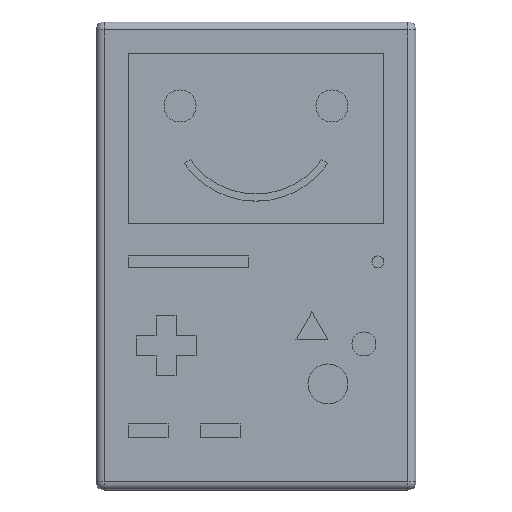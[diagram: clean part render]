
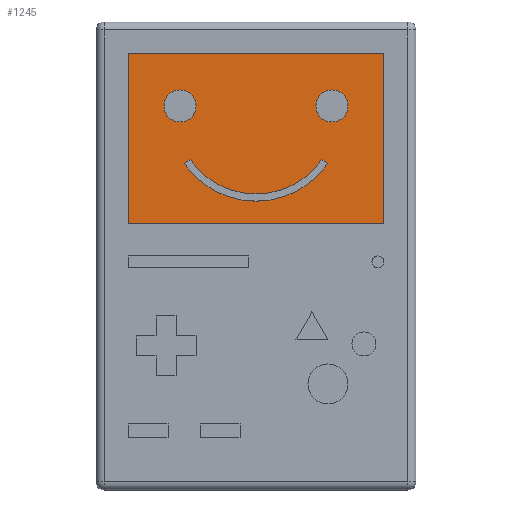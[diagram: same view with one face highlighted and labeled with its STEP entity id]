
A CAD part, top view. The second image highlights one B-rep face of the part: STEP entity #1245.
In plain terms, the highlighted planar face has unit normal (0, 0, 1).
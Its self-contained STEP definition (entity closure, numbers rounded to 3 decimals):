
#89=LINE('',#1975,#210);
#94=LINE('',#1989,#215);
#98=LINE('',#2001,#219);
#101=LINE('',#2006,#222);
#103=LINE('',#2010,#224);
#104=LINE('',#2012,#225);
#210=VECTOR('',#1601,1.8);
#215=VECTOR('',#1614,1.8);
#219=VECTOR('',#1628,42.5);
#222=VECTOR('',#1633,64.);
#224=VECTOR('',#1637,42.5);
#225=VECTOR('',#1640,64.);
#297=PLANE('',#1368);
#358=FACE_BOUND('',#511,.T.);
#359=FACE_BOUND('',#512,.T.);
#360=FACE_BOUND('',#513,.T.);
#405=FACE_OUTER_BOUND('',#510,.T.);
#510=EDGE_LOOP('',(#1038,#1039,#1040,#1041));
#511=EDGE_LOOP('',(#1042));
#512=EDGE_LOOP('',(#1043));
#513=EDGE_LOOP('',(#1044,#1045,#1046,#1047));
#589=CIRCLE('',#1349,4.);
#591=CIRCLE('',#1353,4.);
#592=CIRCLE('',#1357,21.8);
#594=CIRCLE('',#1361,20.);
#666=VERTEX_POINT('',#1963);
#668=VERTEX_POINT('',#1969);
#669=VERTEX_POINT('',#1973);
#670=VERTEX_POINT('',#1974);
#673=VERTEX_POINT('',#1982);
#675=VERTEX_POINT('',#1988);
#677=VERTEX_POINT('',#1998);
#678=VERTEX_POINT('',#2000);
#679=VERTEX_POINT('',#2004);
#680=VERTEX_POINT('',#2008);
#794=EDGE_CURVE('',#666,#666,#589,.T.);
#796=EDGE_CURVE('',#668,#668,#591,.T.);
#797=EDGE_CURVE('',#669,#670,#89,.T.);
#801=EDGE_CURVE('',#670,#673,#592,.T.);
#804=EDGE_CURVE('',#673,#675,#94,.T.);
#807=EDGE_CURVE('',#675,#669,#594,.T.);
#810=EDGE_CURVE('',#677,#678,#98,.T.);
#813=EDGE_CURVE('',#679,#677,#101,.T.);
#815=EDGE_CURVE('',#680,#679,#103,.T.);
#816=EDGE_CURVE('',#678,#680,#104,.T.);
#1038=ORIENTED_EDGE('',*,*,#816,.F.);
#1039=ORIENTED_EDGE('',*,*,#810,.F.);
#1040=ORIENTED_EDGE('',*,*,#813,.F.);
#1041=ORIENTED_EDGE('',*,*,#815,.F.);
#1042=ORIENTED_EDGE('',*,*,#794,.T.);
#1043=ORIENTED_EDGE('',*,*,#796,.T.);
#1044=ORIENTED_EDGE('',*,*,#797,.T.);
#1045=ORIENTED_EDGE('',*,*,#801,.T.);
#1046=ORIENTED_EDGE('',*,*,#804,.T.);
#1047=ORIENTED_EDGE('',*,*,#807,.T.);
#1245=ADVANCED_FACE('',(#405,#358,#359,#360),#297,.F.);
#1349=AXIS2_PLACEMENT_3D('',#1964,#1587,#1588);
#1353=AXIS2_PLACEMENT_3D('',#1970,#1595,#1596);
#1357=AXIS2_PLACEMENT_3D('',#1983,#1607,#1608);
#1361=AXIS2_PLACEMENT_3D('',#1994,#1619,#1620);
#1368=AXIS2_PLACEMENT_3D('',#2013,#1641,#1642);
#1587=DIRECTION('center_axis',(0.,0.,-1.));
#1588=DIRECTION('ref_axis',(-1.,0.,0.));
#1595=DIRECTION('center_axis',(0.,0.,-1.));
#1596=DIRECTION('ref_axis',(-1.,0.,0.));
#1601=DIRECTION('',(0.822,-0.569,0.));
#1607=DIRECTION('center_axis',(0.,0.,-1.));
#1608=DIRECTION('ref_axis',(0.822,0.569,0.));
#1614=DIRECTION('',(0.822,0.569,0.));
#1619=DIRECTION('center_axis',(0.,0.,1.));
#1620=DIRECTION('ref_axis',(-0.822,-0.569,0.));
#1628=DIRECTION('',(0.,1.,0.));
#1633=DIRECTION('',(-1.,0.,0.));
#1637=DIRECTION('',(0.,-1.,0.));
#1640=DIRECTION('',(1.,0.,0.));
#1641=DIRECTION('center_axis',(0.,0.,-1.));
#1642=DIRECTION('ref_axis',(-1.,0.,0.));
#1963=CARTESIAN_POINT('',(23.,37.5,6.));
#1964=CARTESIAN_POINT('Origin',(19.,37.5,6.));
#1969=CARTESIAN_POINT('',(-15.,37.5,6.));
#1970=CARTESIAN_POINT('Origin',(-19.,37.5,6.));
#1973=CARTESIAN_POINT('',(16.448,24.122,6.));
#1974=CARTESIAN_POINT('',(17.929,23.098,6.));
#1975=CARTESIAN_POINT('',(10.426,28.288,6.));
#1982=CARTESIAN_POINT('',(-17.929,23.098,6.));
#1983=CARTESIAN_POINT('Origin',(0.,35.5,6.));
#1988=CARTESIAN_POINT('',(-16.448,24.122,6.));
#1989=CARTESIAN_POINT('',(-9.686,28.8,6.));
#1994=CARTESIAN_POINT('Origin',(0.,35.5,6.));
#1998=CARTESIAN_POINT('',(-32.,8.,6.));
#2000=CARTESIAN_POINT('',(-32.,50.5,6.));
#2001=CARTESIAN_POINT('',(-32.,8.,6.));
#2004=CARTESIAN_POINT('',(32.,8.,6.));
#2006=CARTESIAN_POINT('',(32.,8.,6.));
#2008=CARTESIAN_POINT('',(32.,50.5,6.));
#2010=CARTESIAN_POINT('',(32.,50.5,6.));
#2012=CARTESIAN_POINT('',(-32.,50.5,6.));
#2013=CARTESIAN_POINT('Origin',(0.,29.25,6.));
